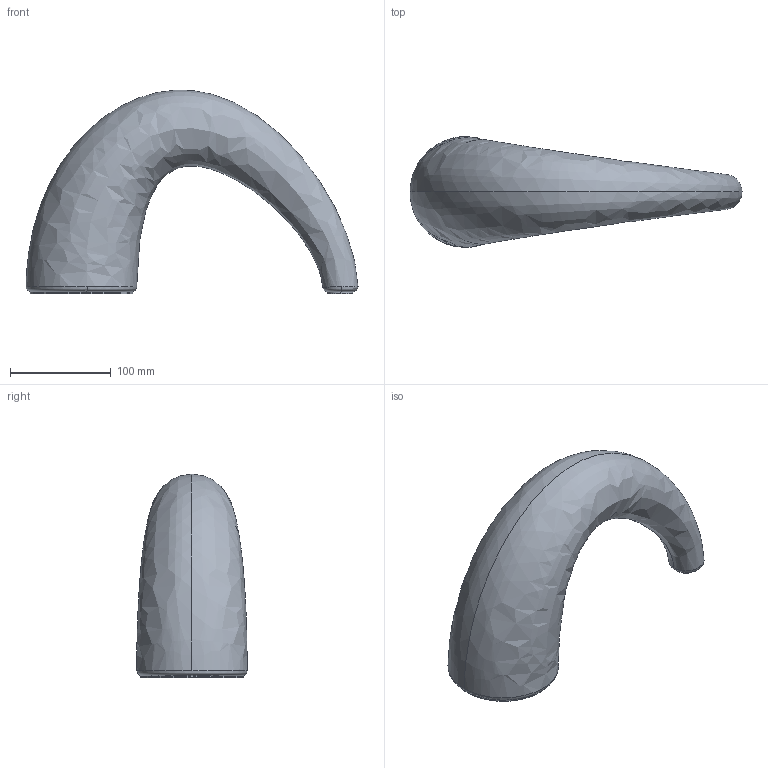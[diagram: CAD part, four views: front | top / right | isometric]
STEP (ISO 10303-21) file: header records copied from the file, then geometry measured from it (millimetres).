
FILE_DESCRIPTION(/* description */ (''),/* implementation_level */ '2;1');
FILE_NAME(/* name */ 'F329500100BINE.stp',/* time_stamp */ '2020-01-23T10:52:09+01:00',/* author */ ('sghezzi'),/* organization */ (''),/* preprocessor_version */ 'ST-DEVELOPER v17.2',/* originating_system */ 'Autodesk Inventor 2019',/* authorisation */ '');
FILE_SCHEMA (('AUTOMOTIVE_DESIGN { 1 0 10303 214 3 1 1 }'));
Length unit declared in the file: millimetre
Products named in the file (3): Thor_3295.0; diffusore_3295-0; 007329500
Assembly tree (2 placements, depth 2):
  Thor_3295.0
    diffusore_3295-0
    007329500
Bounding box: 329.84 x 109.8 x 202.3 mm (x, y, z)
Volume: 2166255.6 mm3; surface area: 135296.5 mm2
Topology: 2 solids, 2 shells, 41 faces, 110 edges, 74 vertices
Faces by surface type: cylinder 16, plane 14, bspline 10, torus 1
Full cylindrical faces by diameter (mm): 4 x6, 10.5 x1
Entity records: 4194 total; most frequent: CARTESIAN_POINT 3050, ORIENTED_EDGE 220, DIRECTION 199, EDGE_CURVE 110, AXIS2_PLACEMENT_3D 76, VERTEX_POINT 74, EDGE_LOOP 56, LINE 47
